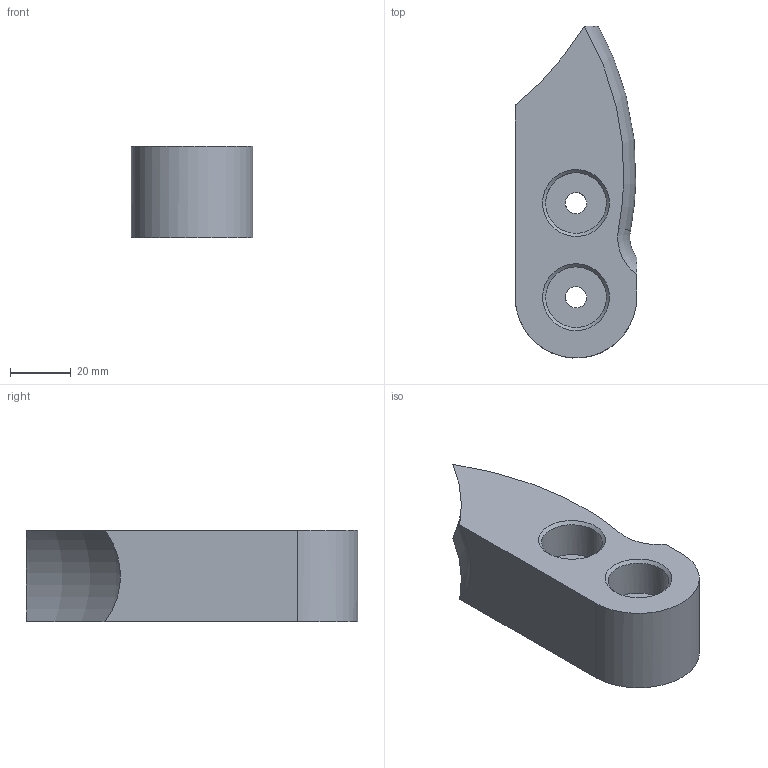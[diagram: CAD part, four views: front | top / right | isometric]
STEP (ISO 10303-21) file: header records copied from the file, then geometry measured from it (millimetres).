
FILE_DESCRIPTION( ( '' ), ' ' );
FILE_NAME( '5c4eacb2369e8d15e64d76c4.step', '2019-01-28T07:18:11', ( '' ), ( '' ), ' ', ' ', ' ' );
FILE_SCHEMA( ( 'AUTOMOTIVE_DESIGN { 1 0 10303 214 1 1 1 1 }' ) );
Length unit declared in the file: metre
Products named in the file (1): Part 1
Bounding box: 40 x 109.22 x 30 mm (x, y, z)
Volume: 93135.8 mm3; surface area: 16546 mm2
Topology: 1 solids, 1 shells, 19 faces, 45 edges, 30 vertices
Faces by surface type: plane 6, cylinder 5, cone 4, torus 3, revolution 1
Full cylindrical faces by diameter (mm): 7 x2, 20 x2
Entity records: 1240 total; most frequent: CARTESIAN_POINT 728, ORIENTED_EDGE 74, DIRECTION 39, EDGE_CURVE 37, B_SPLINE_CURVE_WITH_KNOTS 36, EDGE_LOOP 33, VERTEX_POINT 30, FACE_OUTER_BOUND 23
